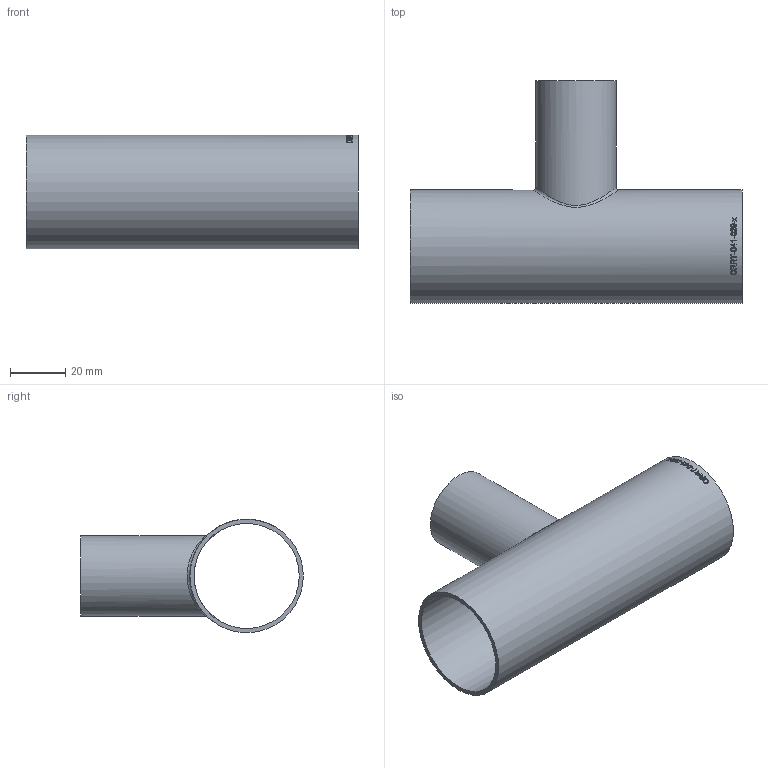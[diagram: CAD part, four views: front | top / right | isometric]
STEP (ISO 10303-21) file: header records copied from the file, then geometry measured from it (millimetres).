
FILE_DESCRIPTION (( 'STEP AP214' ), '1' );
FILE_NAME ('ORRT-041-029-x T-Stück reduziert 2004.STEP', '2020-04-07T09:54:18', ( '' ), ( '' ), 'SwSTEP 2.0', 'SolidWorks 2019', '' );
FILE_SCHEMA (( 'AUTOMOTIVE_DESIGN' ));
Length unit declared in the file: millimetre
Products named in the file (1): ORRT-041-029-x T-Stück reduziert 2004
Bounding box: 120 x 80.5 x 41 mm (x, y, z)
Volume: 26939.4 mm3; surface area: 36381.6 mm2
Topology: 1 solids, 1 shells, 179 faces, 466 edges, 310 vertices
Faces by surface type: bspline 89, plane 65, cylinder 25
Full cylindrical faces by diameter (mm): 26 x1, 29 x1, 38 x1, 41 x1
Entity records: 17329 total; most frequent: CARTESIAN_POINT 11879, ORIENTED_EDGE 914, EDGE_CURVE 457, DIRECTION 437, VERTEX_POINT 308, B_SPLINE_CURVE_WITH_KNOTS 280, EDGE_LOOP 211, FACE_OUTER_BOUND 185
